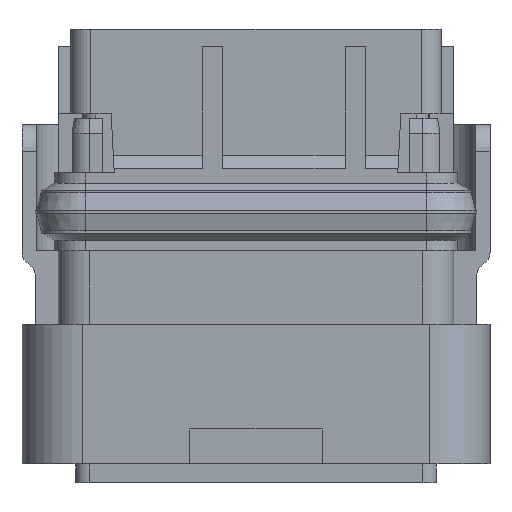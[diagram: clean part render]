
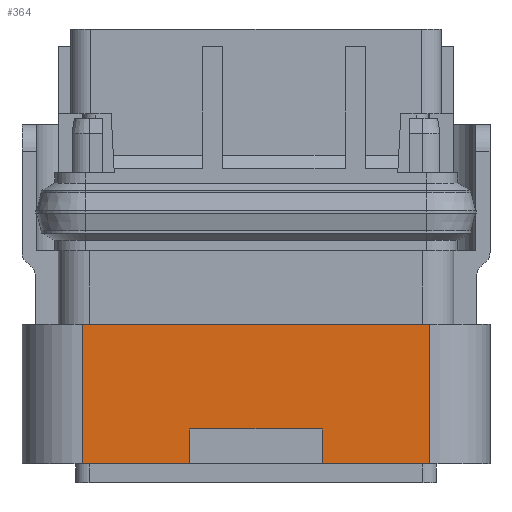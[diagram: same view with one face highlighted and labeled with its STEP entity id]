
A CAD part, front view. The second image highlights one B-rep face of the part: STEP entity #364.
In plain terms, the highlighted planar face has unit normal (0, -1, 0).
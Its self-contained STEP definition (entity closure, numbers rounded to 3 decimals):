
#364=ADVANCED_FACE('',(#906),#660,.T.);
#660=PLANE('',#6343);
#906=FACE_OUTER_BOUND('',#1220,.T.);
#1220=EDGE_LOOP('',(#1796,#1797,#1798,#1799,#1800,#1801,#1802,#1803));
#1796=ORIENTED_EDGE('',*,*,#4064,.T.);
#1797=ORIENTED_EDGE('',*,*,#4062,.F.);
#1798=ORIENTED_EDGE('',*,*,#4065,.T.);
#1799=ORIENTED_EDGE('',*,*,#4066,.T.);
#1800=ORIENTED_EDGE('',*,*,#3987,.T.);
#1801=ORIENTED_EDGE('',*,*,#4043,.T.);
#1802=ORIENTED_EDGE('',*,*,#4067,.T.);
#1803=ORIENTED_EDGE('',*,*,#4044,.F.);
#3377=VERTEX_POINT('',#8660);
#3378=VERTEX_POINT('',#8662);
#3417=VERTEX_POINT('',#8773);
#3418=VERTEX_POINT('',#8777);
#3419=VERTEX_POINT('',#8778);
#3432=VERTEX_POINT('',#8813);
#3433=VERTEX_POINT('',#8815);
#3434=VERTEX_POINT('',#8820);
#3987=EDGE_CURVE('',#3378,#3377,#4874,.T.);
#4043=EDGE_CURVE('',#3377,#3417,#4910,.T.);
#4044=EDGE_CURVE('',#3418,#3419,#4911,.T.);
#4062=EDGE_CURVE('',#3432,#3433,#4922,.T.);
#4064=EDGE_CURVE('',#3418,#3433,#4923,.T.);
#4065=EDGE_CURVE('',#3432,#3434,#4924,.T.);
#4066=EDGE_CURVE('',#3434,#3378,#4925,.T.);
#4067=EDGE_CURVE('',#3417,#3419,#4926,.T.);
#4874=LINE('',#8661,#5607);
#4910=LINE('',#8774,#5643);
#4911=LINE('',#8776,#5644);
#4922=LINE('',#8814,#5655);
#4923=LINE('',#8818,#5656);
#4924=LINE('',#8819,#5657);
#4925=LINE('',#8821,#5658);
#4926=LINE('',#8822,#5659);
#5607=VECTOR('',#6925,1.);
#5643=VECTOR('',#7035,1.);
#5644=VECTOR('',#7038,1.);
#5655=VECTOR('',#7073,1.);
#5656=VECTOR('',#7078,1.);
#5657=VECTOR('',#7079,1.);
#5658=VECTOR('',#7080,1.);
#5659=VECTOR('',#7081,1.);
#6343=AXIS2_PLACEMENT_3D('',#8823,#7082,#7083);
#6925=DIRECTION('',(1.,0.,0.));
#7035=DIRECTION('',(0.,0.,-1.));
#7038=DIRECTION('',(0.,0.,-1.));
#7073=DIRECTION('',(0.,0.,1.));
#7078=DIRECTION('',(-1.,0.,0.));
#7079=DIRECTION('',(1.,0.,0.));
#7080=DIRECTION('',(0.,0.,1.));
#7081=DIRECTION('',(1.,0.,0.));
#7082=DIRECTION('',(0.,-1.,0.));
#7083=DIRECTION('',(0.,0.,-1.));
#8660=CARTESIAN_POINT('',(4.95,-8.35,-25.3));
#8661=CARTESIAN_POINT('',(-15.54,-8.35,-25.3));
#8662=CARTESIAN_POINT('',(-4.95,-8.35,-25.3));
#8773=CARTESIAN_POINT('',(4.95,-8.35,-27.9));
#8774=CARTESIAN_POINT('',(4.95,-8.35,-24.9));
#8776=CARTESIAN_POINT('',(12.95,-8.35,-17.9));
#8777=CARTESIAN_POINT('',(12.95,-8.35,-17.5));
#8778=CARTESIAN_POINT('',(12.95,-8.35,-27.9));
#8813=CARTESIAN_POINT('',(-12.95,-8.35,-27.9));
#8814=CARTESIAN_POINT('',(-12.95,-8.35,-27.4));
#8815=CARTESIAN_POINT('',(-12.95,-8.35,-17.5));
#8818=CARTESIAN_POINT('',(-15.54,-8.35,-17.5));
#8819=CARTESIAN_POINT('',(-20.34,-8.35,-27.9));
#8820=CARTESIAN_POINT('',(-4.95,-8.35,-27.9));
#8821=CARTESIAN_POINT('',(-4.95,-8.35,-27.4));
#8822=CARTESIAN_POINT('',(-15.54,-8.35,-27.9));
#8823=CARTESIAN_POINT('',(-15.54,-8.35,-16.95));
